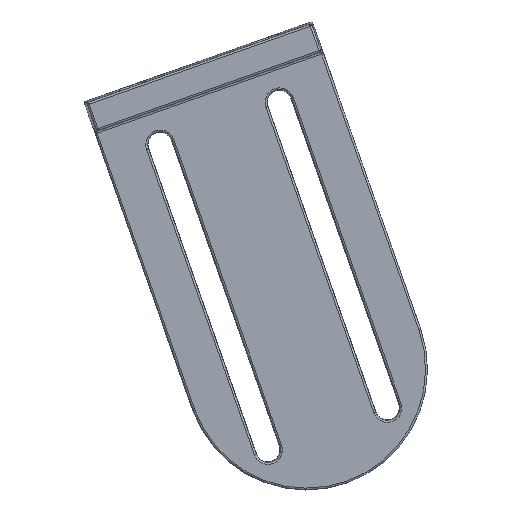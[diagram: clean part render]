
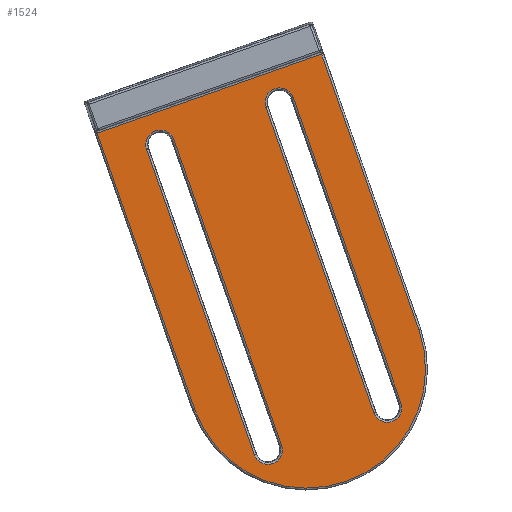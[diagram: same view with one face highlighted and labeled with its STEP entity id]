
A CAD part, top view. The second image highlights one B-rep face of the part: STEP entity #1524.
In plain terms, the highlighted planar face has unit normal (0.004, -0.009, 1).
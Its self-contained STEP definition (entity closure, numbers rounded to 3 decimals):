
#39=FACE_BOUND($,#450,.T.);
#40=FACE_BOUND($,#451,.T.);
#41=FACE_BOUND($,#452,.T.);
#63=ELLIPSE($,#1633,1.5,1.5);
#64=ELLIPSE($,#1637,1.5,1.5);
#74=PLANE($,#1643);
#116=LINE($,#2542,#218);
#121=LINE($,#2690,#223);
#122=LINE($,#2697,#224);
#123=LINE($,#2700,#225);
#124=LINE($,#2702,#226);
#125=LINE($,#2708,#227);
#126=LINE($,#2711,#228);
#218=VECTOR($,#1886,63.852);
#223=VECTOR($,#1903,78.5);
#224=VECTOR($,#1910,87.);
#225=VECTOR($,#1913,87.);
#226=VECTOR($,#1914,78.5);
#227=VECTOR($,#1919,87.);
#228=VECTOR($,#1922,87.);
#450=EDGE_LOOP($,(#1054,#1055,#1056,#1057));
#451=EDGE_LOOP($,(#1058,#1059,#1060,#1061,#1062,#1063));
#452=EDGE_LOOP($,(#1064,#1065,#1066,#1067));
#556=CIRCLE($,#1644,3.881);
#557=CIRCLE($,#1645,3.881);
#558=CIRCLE($,#1646,31.939);
#559=CIRCLE($,#1647,3.881);
#560=CIRCLE($,#1648,3.881);
#660=VERTEX_POINT($,#2478);
#662=VERTEX_POINT($,#2533);
#664=VERTEX_POINT($,#2539);
#665=VERTEX_POINT($,#2563);
#670=VERTEX_POINT($,#2689);
#671=VERTEX_POINT($,#2693);
#672=VERTEX_POINT($,#2694);
#673=VERTEX_POINT($,#2696);
#674=VERTEX_POINT($,#2698);
#675=VERTEX_POINT($,#2701);
#676=VERTEX_POINT($,#2704);
#677=VERTEX_POINT($,#2705);
#678=VERTEX_POINT($,#2707);
#679=VERTEX_POINT($,#2709);
#799=EDGE_CURVE($,#660,#662,#63,.T.);
#802=EDGE_CURVE($,#662,#664,#116,.T.);
#804=EDGE_CURVE($,#664,#665,#64,.T.);
#812=EDGE_CURVE($,#665,#670,#121,.T.);
#814=EDGE_CURVE($,#671,#672,#556,.T.);
#815=EDGE_CURVE($,#673,#671,#122,.T.);
#816=EDGE_CURVE($,#674,#673,#557,.T.);
#817=EDGE_CURVE($,#672,#674,#123,.T.);
#818=EDGE_CURVE($,#675,#660,#124,.T.);
#819=EDGE_CURVE($,#670,#675,#558,.T.);
#820=EDGE_CURVE($,#676,#677,#559,.T.);
#821=EDGE_CURVE($,#678,#676,#125,.T.);
#822=EDGE_CURVE($,#679,#678,#560,.T.);
#823=EDGE_CURVE($,#677,#679,#126,.T.);
#1054=ORIENTED_EDGE($,*,*,#814,.F.);
#1055=ORIENTED_EDGE($,*,*,#815,.F.);
#1056=ORIENTED_EDGE($,*,*,#816,.F.);
#1057=ORIENTED_EDGE($,*,*,#817,.F.);
#1058=ORIENTED_EDGE($,*,*,#804,.F.);
#1059=ORIENTED_EDGE($,*,*,#802,.F.);
#1060=ORIENTED_EDGE($,*,*,#799,.F.);
#1061=ORIENTED_EDGE($,*,*,#818,.F.);
#1062=ORIENTED_EDGE($,*,*,#819,.F.);
#1063=ORIENTED_EDGE($,*,*,#812,.F.);
#1064=ORIENTED_EDGE($,*,*,#820,.F.);
#1065=ORIENTED_EDGE($,*,*,#821,.F.);
#1066=ORIENTED_EDGE($,*,*,#822,.F.);
#1067=ORIENTED_EDGE($,*,*,#823,.F.);
#1524=ADVANCED_FACE($,(#39,#40,#41),#74,.T.);
#1633=AXIS2_PLACEMENT_3D($,#2537,#1879,#1880);
#1637=AXIS2_PLACEMENT_3D($,#2565,#1889,#1890);
#1643=AXIS2_PLACEMENT_3D($,#2692,#1906,#1907);
#1644=AXIS2_PLACEMENT_3D($,#2695,#1908,#1909);
#1645=AXIS2_PLACEMENT_3D($,#2699,#1911,#1912);
#1646=AXIS2_PLACEMENT_3D($,#2703,#1915,#1916);
#1647=AXIS2_PLACEMENT_3D($,#2706,#1917,#1918);
#1648=AXIS2_PLACEMENT_3D($,#2710,#1920,#1921);
#1879=DIRECTION('center_axis',(0.004,-0.009,
1.));
#1880=DIRECTION('ref_axis',(-0.943,-0.333,0.001));
#1886=DIRECTION($,(0.943,0.333,-0.001));
#1889=DIRECTION('center_axis',(0.004,-0.009,
1.));
#1890=DIRECTION('ref_axis',(0.943,0.333,-0.001));
#1903=DIRECTION($,(0.333,-0.943,-0.01));
#1906=DIRECTION('center_axis',(0.004,-0.009,
1.));
#1907=DIRECTION('ref_axis',(0.943,0.333,-0.001));
#1908=DIRECTION('center_axis',(0.004,-0.009,
1.));
#1909=DIRECTION('ref_axis',(0.333,-0.943,-0.01));
#1910=DIRECTION($,(0.333,-0.943,-0.01));
#1911=DIRECTION('center_axis',(0.004,-0.009,
1.));
#1912=DIRECTION('ref_axis',(-0.333,0.943,0.01));
#1913=DIRECTION($,(-0.333,0.943,0.01));
#1914=DIRECTION($,(-0.333,0.943,0.01));
#1915=DIRECTION('center_axis',(-0.004,0.009,
-1.));
#1916=DIRECTION('ref_axis',(0.333,-0.943,-0.01));
#1917=DIRECTION('center_axis',(0.004,-0.009,
1.));
#1918=DIRECTION('ref_axis',(0.333,-0.943,-0.01));
#1919=DIRECTION($,(0.333,-0.943,-0.01));
#1920=DIRECTION('center_axis',(0.004,-0.009,
1.));
#1921=DIRECTION('ref_axis',(-0.333,0.943,0.01));
#1922=DIRECTION($,(-0.333,0.943,0.01));
#2478=CARTESIAN_POINT('',(-63.828,242.875,81.061));
#2533=CARTESIAN_POINT('',(-63.816,242.879,81.06));
#2537=CARTESIAN_POINT('Origin',(-64.315,244.294,81.076));
#2539=CARTESIAN_POINT('',(-3.601,264.119,80.992));
#2542=CARTESIAN_POINT($,(-64.357,242.688,81.061));
#2563=CARTESIAN_POINT('',(-3.588,264.124,80.992));
#2565=CARTESIAN_POINT('Origin',(-4.1,265.534,81.008));
#2689=CARTESIAN_POINT('',(22.523,190.098,80.193));
#2690=CARTESIAN_POINT($,(26.998,177.409,80.056));
#2692=CARTESIAN_POINT('Origin',(-27.436,138.015,79.931));
#2693=CARTESIAN_POINT('',(-21.635,156.496,80.076));
#2694=CARTESIAN_POINT('',(-14.315,159.078,80.068));
#2695=CARTESIAN_POINT('Origin',(-17.975,157.787,80.072));
#2696=CARTESIAN_POINT('',(-50.573,238.538,80.962));
#2697=CARTESIAN_POINT($,(-25.002,166.044,80.179));
#2698=CARTESIAN_POINT('',(-43.253,241.12,80.954));
#2699=CARTESIAN_POINT('Origin',(-46.913,239.829,80.958));
#2700=CARTESIAN_POINT($,(-10.448,148.116,79.949));
#2701=CARTESIAN_POINT('',(-37.717,168.849,80.261));
#2702=CARTESIAN_POINT($,(-33.242,156.16,80.124));
#2703=CARTESIAN_POINT('Origin',(-7.597,179.473,80.227));
#2704=CARTESIAN_POINT('',(10.429,167.806,80.04));
#2705=CARTESIAN_POINT('',(17.749,170.388,80.031));
#2706=CARTESIAN_POINT('Origin',(14.089,169.097,80.036));
#2707=CARTESIAN_POINT('',(-18.509,249.848,80.926));
#2708=CARTESIAN_POINT($,(7.061,177.354,80.143));
#2709=CARTESIAN_POINT('',(-11.189,252.43,80.917));
#2710=CARTESIAN_POINT('Origin',(-14.849,251.139,80.922));
#2711=CARTESIAN_POINT($,(21.616,159.426,79.913));
